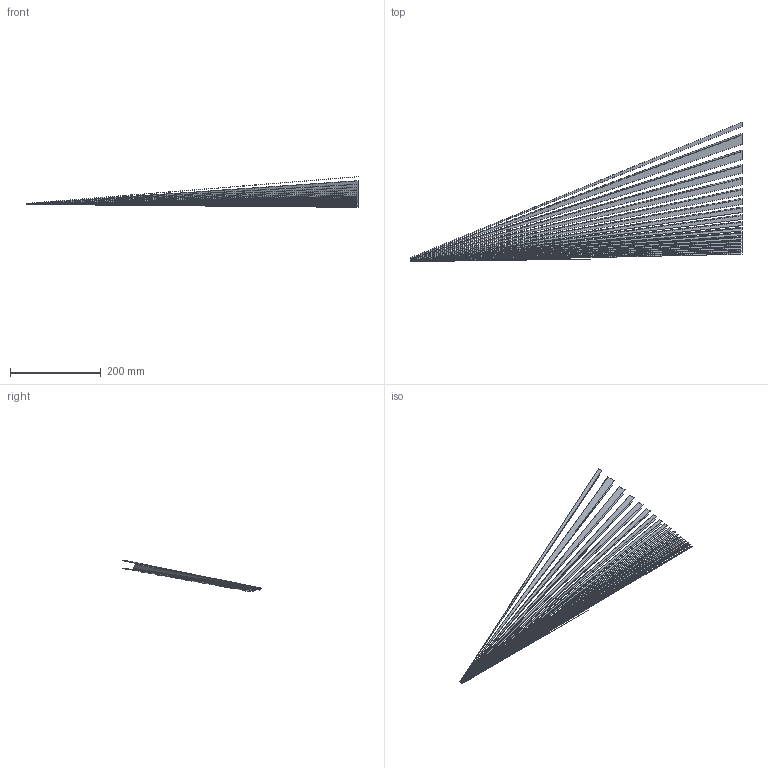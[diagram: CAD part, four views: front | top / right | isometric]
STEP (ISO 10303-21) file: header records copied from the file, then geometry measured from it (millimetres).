
FILE_DESCRIPTION(('FreeCAD Model'),'2;1');
FILE_NAME( 'block_16.step', '2021-06-02T11:45:22',('Author'),(''), 'Open CASCADE STEP processor 7.3','FreeCAD','Unknown');
FILE_SCHEMA(('AUTOMOTIVE_DESIGN { 1 0 10303 214 1 1 1 1 }'));
Length unit declared in the file: millimetre
Products named in the file (1): Part_16
Bounding box: 730 x 306.96 x 67.62 mm (x, y, z)
Volume: 43347.3 mm3; surface area: 302531.1 mm2
Topology: 12 solids, 12 shells, 278 faces, 762 edges, 508 vertices
Faces by surface type: plane 278
Entity records: 17845 total; most frequent: CARTESIAN_POINT 3858, DIRECTION 2059, ORIENTED_EDGE 1524, PCURVE 1524, DEFINITIONAL_REPRESENTATION 1524, LINE 1501, VECTOR 1501, B_SPLINE_CURVE_WITH_KNOTS 785
